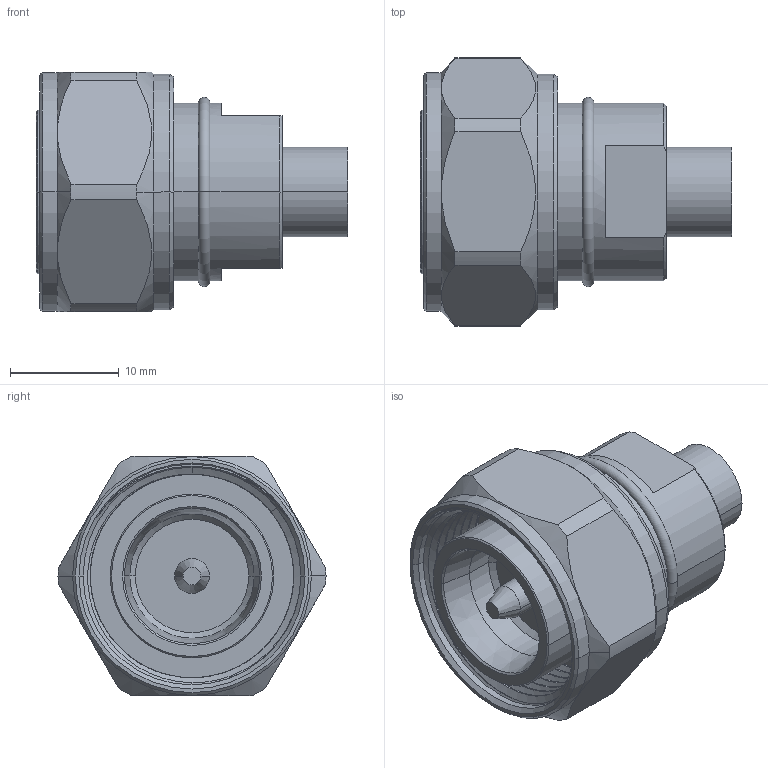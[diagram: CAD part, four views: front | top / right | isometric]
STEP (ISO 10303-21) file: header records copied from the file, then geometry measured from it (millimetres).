
FILE_DESCRIPTION (( 'STEP AP214' ), '1' );
FILE_NAME ('TC-SPP250-4310M-LP.step', '2021-05-04T14:30:52', ( '' ), ( '' ), 'SwSTEP 2.0', 'SolidWorks 2020', '' );
FILE_SCHEMA (( 'AUTOMOTIVE_DESIGN' ));
Length unit declared in the file: inch
Products named in the file (1): TC-SPP250-4310M-LP
Bounding box: 28.6 x 24.62 x 22 mm (x, y, z)
Volume: 5537.8 mm3; surface area: 4170.3 mm2
Topology: 1 solids, 2 shells, 101 faces, 237 edges, 148 vertices
Faces by surface type: cylinder 45, cone 29, plane 22, bspline 3, torus 2
Entity records: 4399 total; most frequent: CARTESIAN_POINT 2102, ORIENTED_EDGE 474, DIRECTION 468, EDGE_CURVE 237, AXIS2_PLACEMENT_3D 192, VERTEX_POINT 148, EDGE_LOOP 109, FACE_OUTER_BOUND 101
